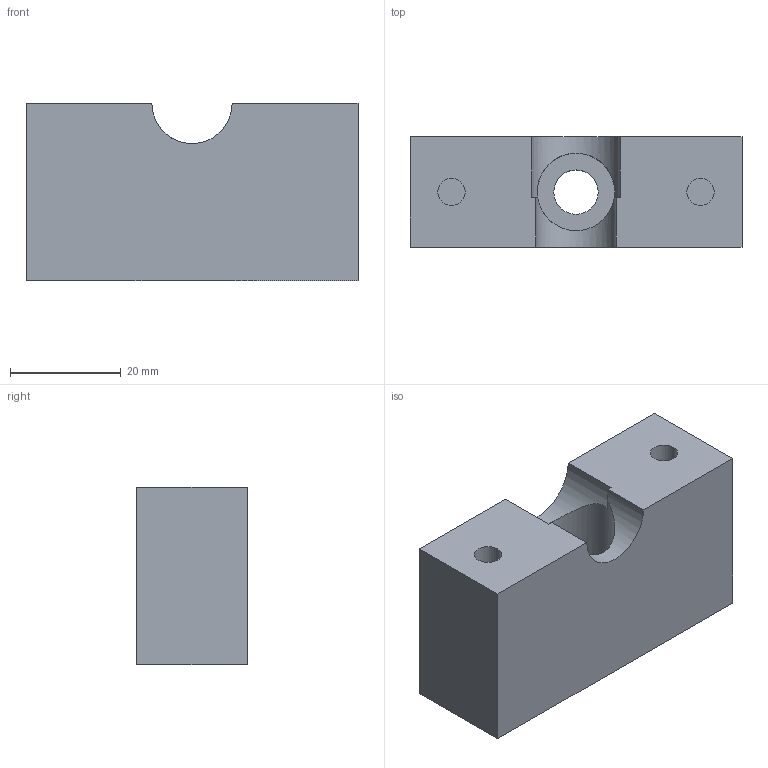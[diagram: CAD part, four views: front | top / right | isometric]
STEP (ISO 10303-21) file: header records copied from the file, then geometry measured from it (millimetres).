
FILE_DESCRIPTION(/* description */ ('Alibre Inc.'),/* implementation_level */ '2;1');
FILE_NAME(/* name */ 'export-B30FE1A1-8ED2-4C46-8648-5D69DF89769B',/* time_stamp */ '2024-08-17T19:20:51+02:00',/* author */ (''),/* organization */ (''),/* preprocessor_version */ 'ST-DEVELOPER v17',/* originating_system */ 'Alibre',/* authorisation */ '');
FILE_SCHEMA (('CONFIG_CONTROL_DESIGN'));
Length unit declared in the file: millimetre
Bounding box: 60 x 20 x 32 mm (x, y, z)
Volume: 32807 mm3; surface area: 8764.7 mm2
Topology: 1 solids, 1 shells, 18 faces, 43 edges, 29 vertices
Faces by surface type: plane 12, cylinder 6
Full cylindrical faces by diameter (mm): 4.917 x2, 8 x1, 14 x1
Entity records: 625 total; most frequent: CARTESIAN_POINT 160, ORIENTED_EDGE 74, DIRECTION 66, EDGE_CURVE 37, AXIS2_PLACEMENT_3D 28, VERTEX_POINT 27, EDGE_LOOP 26, FACE_BOUND 26
